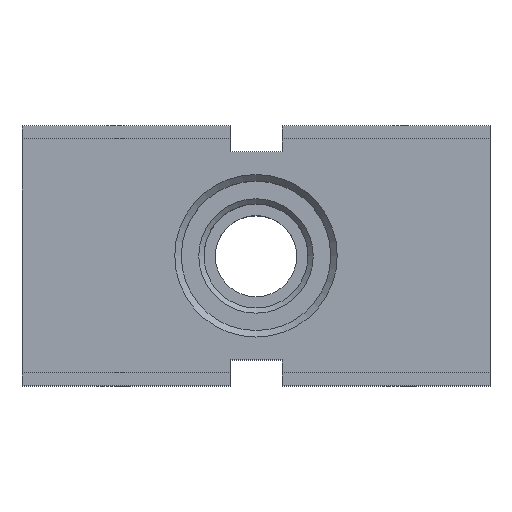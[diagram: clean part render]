
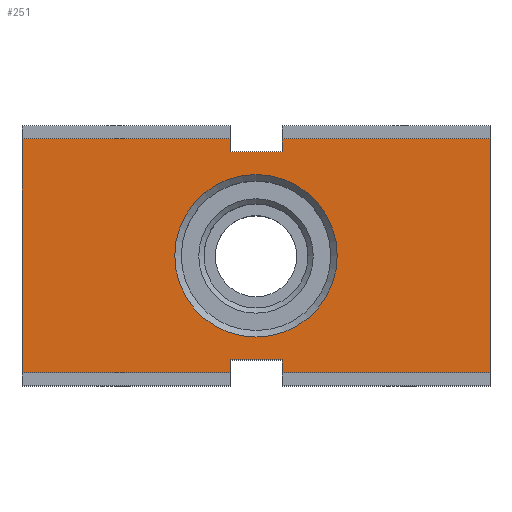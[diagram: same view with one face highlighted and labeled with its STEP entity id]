
A CAD part, top view. The second image highlights one B-rep face of the part: STEP entity #251.
In plain terms, the highlighted planar face has unit normal (0, 0, 1).
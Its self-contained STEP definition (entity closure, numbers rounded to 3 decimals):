
#251 = ADVANCED_FACE( '', ( #651, #652 ), #653, .T. );
#651 = FACE_BOUND( '', #1237, .T. );
#652 = FACE_OUTER_BOUND( '', #1238, .T. );
#653 = PLANE( '', #1239 );
#1237 = EDGE_LOOP( '', ( #1821 ) );
#1238 = EDGE_LOOP( '', ( #1822, #1823, #1824, #1825, #1826, #1827, #1828, #1829, #1830, #1831, #1832, #1833 ) );
#1239 = AXIS2_PLACEMENT_3D( '', #1834, #1835, #1836 );
#1821 = ORIENTED_EDGE( '', *, *, #3536, .T. );
#1822 = ORIENTED_EDGE( '', *, *, #3537, .T. );
#1823 = ORIENTED_EDGE( '', *, *, #3538, .F. );
#1824 = ORIENTED_EDGE( '', *, *, #3539, .F. );
#1825 = ORIENTED_EDGE( '', *, *, #3540, .F. );
#1826 = ORIENTED_EDGE( '', *, *, #3541, .F. );
#1827 = ORIENTED_EDGE( '', *, *, #3542, .F. );
#1828 = ORIENTED_EDGE( '', *, *, #3543, .T. );
#1829 = ORIENTED_EDGE( '', *, *, #3544, .T. );
#1830 = ORIENTED_EDGE( '', *, *, #3545, .F. );
#1831 = ORIENTED_EDGE( '', *, *, #3546, .F. );
#1832 = ORIENTED_EDGE( '', *, *, #3547, .F. );
#1833 = ORIENTED_EDGE( '', *, *, #3548, .T. );
#1834 = CARTESIAN_POINT( '', ( -36., -20., 40. ) );
#1835 = DIRECTION( '', ( 0., 0., 1. ) );
#1836 = DIRECTION( '', ( 1., 0., 0. ) );
#3536 = EDGE_CURVE( '', #4226, #4226, #4227, .F. );
#3537 = EDGE_CURVE( '', #4228, #4229, #4230, .T. );
#3538 = EDGE_CURVE( '', #4231, #4229, #4232, .T. );
#3539 = EDGE_CURVE( '', #4233, #4231, #4234, .T. );
#3540 = EDGE_CURVE( '', #4235, #4233, #4236, .T. );
#3541 = EDGE_CURVE( '', #4237, #4235, #4238, .T. );
#3542 = EDGE_CURVE( '', #4239, #4237, #4240, .T. );
#3543 = EDGE_CURVE( '', #4239, #4241, #4242, .T. );
#3544 = EDGE_CURVE( '', #4241, #4243, #4244, .T. );
#3545 = EDGE_CURVE( '', #4245, #4243, #4246, .T. );
#3546 = EDGE_CURVE( '', #4247, #4245, #4248, .T. );
#3547 = EDGE_CURVE( '', #4249, #4247, #4250, .T. );
#3548 = EDGE_CURVE( '', #4249, #4228, #4251, .T. );
#4226 = VERTEX_POINT( '', #5247 );
#4227 = CIRCLE( '', #5248, 12.5 );
#4228 = VERTEX_POINT( '', #5249 );
#4229 = VERTEX_POINT( '', #5250 );
#4230 = LINE( '', #5251, #5252 );
#4231 = VERTEX_POINT( '', #5253 );
#4232 = LINE( '', #5254, #5255 );
#4233 = VERTEX_POINT( '', #5256 );
#4234 = LINE( '', #5257, #5258 );
#4235 = VERTEX_POINT( '', #5259 );
#4236 = LINE( '', #5260, #5261 );
#4237 = VERTEX_POINT( '', #5262 );
#4238 = LINE( '', #5263, #5264 );
#4239 = VERTEX_POINT( '', #5265 );
#4240 = LINE( '', #5266, #5267 );
#4241 = VERTEX_POINT( '', #5268 );
#4242 = LINE( '', #5269, #5270 );
#4243 = VERTEX_POINT( '', #5271 );
#4244 = LINE( '', #5272, #5273 );
#4245 = VERTEX_POINT( '', #5274 );
#4246 = LINE( '', #5275, #5276 );
#4247 = VERTEX_POINT( '', #5277 );
#4248 = LINE( '', #5278, #5279 );
#4249 = VERTEX_POINT( '', #5280 );
#4250 = LINE( '', #5281, #5282 );
#4251 = LINE( '', #5283, #5284 );
#5247 = CARTESIAN_POINT( '', ( 12.5, 0., 40. ) );
#5248 = AXIS2_PLACEMENT_3D( '', #6715, #6716, #6717 );
#5249 = CARTESIAN_POINT( '', ( -36., 18., 40. ) );
#5250 = CARTESIAN_POINT( '', ( -36., -18., 40. ) );
#5251 = CARTESIAN_POINT( '', ( -36., 20., 40. ) );
#5252 = VECTOR( '', #6718, 1000. );
#5253 = CARTESIAN_POINT( '', ( -4., -18., 40. ) );
#5254 = CARTESIAN_POINT( '', ( 36., -18., 40. ) );
#5255 = VECTOR( '', #6719, 1000. );
#5256 = CARTESIAN_POINT( '', ( -4., -16., 40. ) );
#5257 = CARTESIAN_POINT( '', ( -4., -16., 40. ) );
#5258 = VECTOR( '', #6720, 1000. );
#5259 = CARTESIAN_POINT( '', ( 4., -16., 40. ) );
#5260 = CARTESIAN_POINT( '', ( 4., -16., 40. ) );
#5261 = VECTOR( '', #6721, 1000. );
#5262 = CARTESIAN_POINT( '', ( 4., -18., 40. ) );
#5263 = CARTESIAN_POINT( '', ( 4., -20., 40. ) );
#5264 = VECTOR( '', #6722, 1000. );
#5265 = CARTESIAN_POINT( '', ( 36., -18., 40. ) );
#5266 = CARTESIAN_POINT( '', ( 36., -18., 40. ) );
#5267 = VECTOR( '', #6723, 1000. );
#5268 = CARTESIAN_POINT( '', ( 36., 18., 40. ) );
#5269 = CARTESIAN_POINT( '', ( 36., -20., 40. ) );
#5270 = VECTOR( '', #6724, 1000. );
#5271 = CARTESIAN_POINT( '', ( 4., 18., 40. ) );
#5272 = CARTESIAN_POINT( '', ( 36., 18., 40. ) );
#5273 = VECTOR( '', #6725, 1000. );
#5274 = CARTESIAN_POINT( '', ( 4., 16., 40. ) );
#5275 = CARTESIAN_POINT( '', ( 4., 16., 40. ) );
#5276 = VECTOR( '', #6726, 1000. );
#5277 = CARTESIAN_POINT( '', ( -4., 16., 40. ) );
#5278 = CARTESIAN_POINT( '', ( -4., 16., 40. ) );
#5279 = VECTOR( '', #6727, 1000. );
#5280 = CARTESIAN_POINT( '', ( -4., 18., 40. ) );
#5281 = CARTESIAN_POINT( '', ( -4., 20., 40. ) );
#5282 = VECTOR( '', #6728, 1000. );
#5283 = CARTESIAN_POINT( '', ( 36., 18., 40. ) );
#5284 = VECTOR( '', #6729, 1000. );
#6715 = CARTESIAN_POINT( '', ( 0., 0., 40. ) );
#6716 = DIRECTION( '', ( 0., 0., 1. ) );
#6717 = DIRECTION( '', ( 1., 0., 0. ) );
#6718 = DIRECTION( '', ( 0., -1., 0. ) );
#6719 = DIRECTION( '', ( -1., 0., 0. ) );
#6720 = DIRECTION( '', ( 0., -1., 0. ) );
#6721 = DIRECTION( '', ( -1., 0., 0. ) );
#6722 = DIRECTION( '', ( 0., 1., 0. ) );
#6723 = DIRECTION( '', ( -1., 0., 0. ) );
#6724 = DIRECTION( '', ( 0., 1., 0. ) );
#6725 = DIRECTION( '', ( -1., 0., 0. ) );
#6726 = DIRECTION( '', ( 0., 1., 0. ) );
#6727 = DIRECTION( '', ( 1., 0., 0. ) );
#6728 = DIRECTION( '', ( 0., -1., 0. ) );
#6729 = DIRECTION( '', ( -1., 0., 0. ) );
